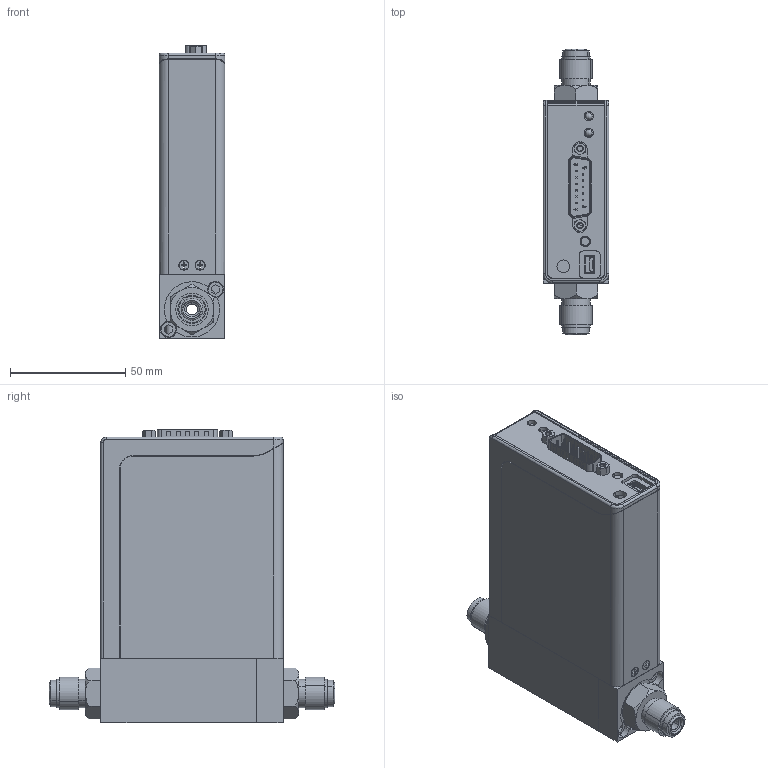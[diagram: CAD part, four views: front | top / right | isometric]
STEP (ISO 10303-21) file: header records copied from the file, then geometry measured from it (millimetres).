
FILE_DESCRIPTION (( 'STEP AP203' ), '1' );
FILE_NAME ('GF040-VX-S1.STEP', '2018-08-03T13:10:02', ( 'mrutkowski' ), ( 'Hewlett-Packard Company' ), 'SwSTEP 2.0', 'SolidWorks 2017', '' );
FILE_SCHEMA (( 'CONFIG_CONTROL_DESIGN' ));
Length unit declared in the file: inch
Products named in the file (1): GF040-VX-S1
Bounding box: 28.57 x 123.95 x 127.2 mm (x, y, z)
Surface area: 53752.1 mm2 (no closed solid volume)
Topology: 0 solids, 43 shells, 700 faces, 2059 edges, 1418 vertices
Faces by surface type: plane 473, cylinder 128, cone 77, bspline 22
Entity records: 24594 total; most frequent: CARTESIAN_POINT 6405, DIRECTION 3610, ORIENTED_EDGE 3410, EDGE_CURVE 2055, LINE 1478, VECTOR 1478, VERTEX_POINT 1418, AXIS2_PLACEMENT_3D 1066
